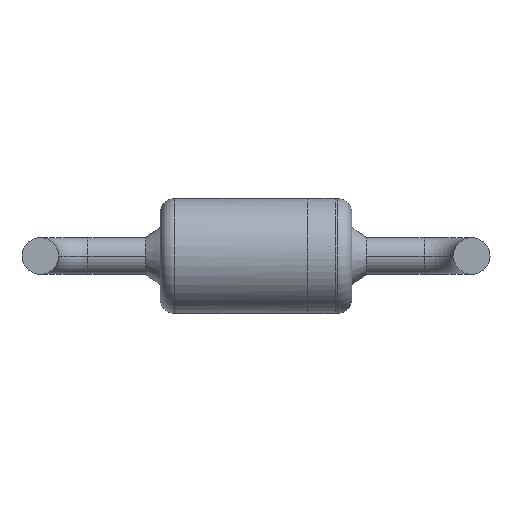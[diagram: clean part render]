
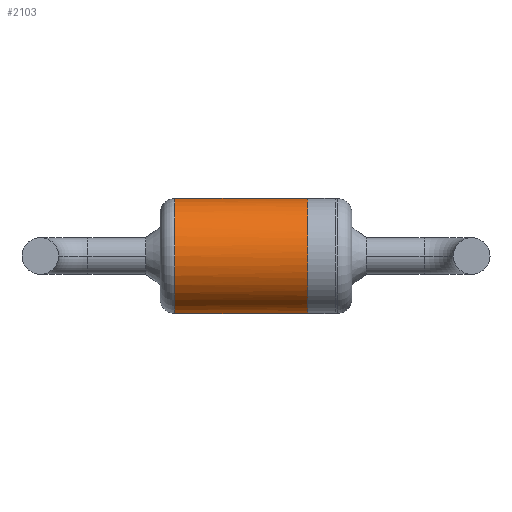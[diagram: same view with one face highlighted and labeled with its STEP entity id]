
A CAD part, front view. The second image highlights one B-rep face of the part: STEP entity #2103.
In plain terms, the highlighted cylindrical face has radius 1.355 mm (diameter 2.71 mm), a partial arc.
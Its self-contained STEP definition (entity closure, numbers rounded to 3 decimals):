
#151 = CARTESIAN_POINT ( 'NONE',  ( 2.48, 2.355, -1.355 ) ) ;
#309 = CARTESIAN_POINT ( 'NONE',  ( 3.164, 2.355, -1.355 ) ) ;
#486 = EDGE_CURVE ( 'NONE', #693, #3955, #1652, .T. ) ;
#513 = VERTEX_POINT ( 'NONE', #3657 ) ;
#549 = CARTESIAN_POINT ( 'NONE',  ( 2.48, 2.355, 0. ) ) ;
#569 = CARTESIAN_POINT ( 'NONE',  ( 6.296, 1., -0.177 ) ) ;
#693 = VERTEX_POINT ( 'NONE', #2989 ) ;
#785 = ORIENTED_EDGE ( 'NONE', *, *, #1424, .T. ) ;
#896 = DIRECTION ( 'NONE',  ( 0., 0., 1. ) ) ;
#981 = CARTESIAN_POINT ( 'NONE',  ( 6.296, 1.522, 1.084 ) ) ;
#1137 = DIRECTION ( 'NONE',  ( 0., 0., 1. ) ) ;
#1221 = ORIENTED_EDGE ( 'NONE', *, *, #4768, .F. ) ;
#1250 = CARTESIAN_POINT ( 'NONE',  ( 6.296, 2.178, 1.355 ) ) ;
#1326 = CARTESIAN_POINT ( 'NONE',  ( 6.296, 1.673, -1.184 ) ) ;
#1424 = EDGE_CURVE ( 'NONE', #4931, #513, #4067, .T. ) ;
#1641 = CARTESIAN_POINT ( 'NONE',  ( 6.296, 1.171, -0.682 ) ) ;
#1652 = LINE ( 'NONE', #151, #3057 ) ;
#1733 = DIRECTION ( 'NONE',  ( -1., 0., 0. ) ) ;
#1879 = CARTESIAN_POINT ( 'NONE',  ( 3.164, 2.355, 0. ) ) ;
#2103 = ADVANCED_FACE ( 'NONE', ( #2962 ), #2144, .T. ) ;
#2144 = CYLINDRICAL_SURFACE ( 'NONE', #4259, 1.355 ) ;
#2295 = DIRECTION ( 'NONE',  ( -1., 0., 0. ) ) ;
#2372 = EDGE_CURVE ( 'NONE', #693, #4931, #2746, .T. ) ;
#2422 = CARTESIAN_POINT ( 'NONE',  ( 6.296, 2.355, 1.355 ) ) ;
#2525 = CARTESIAN_POINT ( 'NONE',  ( 6.296, 1.035, -0.355 ) ) ;
#2746 = B_SPLINE_CURVE_WITH_KNOTS ( 'NONE', 3,
 ( #3724, #3283, #4872, #1326, #4467, #4087, #1641, #2525, #569, #4005, #2931, #4794, #4495, #981, #4819, #3211, #1250, #4028 ),
 .UNSPECIFIED., .F., .F.,
 ( 4, 2, 2, 2, 2, 2, 2, 2, 4 ),
 ( 0.5, 0.563, 0.625, 0.688, 0.75, 0.813, 0.875, 0.938, 1. ),
 .UNSPECIFIED. ) ;
#2890 = AXIS2_PLACEMENT_3D ( 'NONE', #1879, #2295, #1137 ) ;
#2931 = CARTESIAN_POINT ( 'NONE',  ( 6.296, 1.035, 0.355 ) ) ;
#2962 = FACE_OUTER_BOUND ( 'NONE', #3159, .T. ) ;
#2989 = CARTESIAN_POINT ( 'NONE',  ( 6.296, 2.355, -1.355 ) ) ;
#3057 = VECTOR ( 'NONE', #4456, 1000. ) ;
#3159 = EDGE_LOOP ( 'NONE', ( #3369, #4094, #785, #1221 ) ) ;
#3211 = CARTESIAN_POINT ( 'NONE',  ( 6.296, 2., 1.32 ) ) ;
#3283 = CARTESIAN_POINT ( 'NONE',  ( 6.296, 2.178, -1.355 ) ) ;
#3293 = CIRCLE ( 'NONE', #2890, 1.355 ) ;
#3369 = ORIENTED_EDGE ( 'NONE', *, *, #486, .F. ) ;
#3402 = DIRECTION ( 'NONE',  ( -1., 0., 0. ) ) ;
#3657 = CARTESIAN_POINT ( 'NONE',  ( 3.164, 2.355, 1.355 ) ) ;
#3724 = CARTESIAN_POINT ( 'NONE',  ( 6.296, 2.355, -1.355 ) ) ;
#3955 = VERTEX_POINT ( 'NONE', #309 ) ;
#4005 = CARTESIAN_POINT ( 'NONE',  ( 6.296, 1., 0.177 ) ) ;
#4028 = CARTESIAN_POINT ( 'NONE',  ( 6.296, 2.355, 1.355 ) ) ;
#4067 = LINE ( 'NONE', #4170, #4924 ) ;
#4087 = CARTESIAN_POINT ( 'NONE',  ( 6.296, 1.271, -0.833 ) ) ;
#4094 = ORIENTED_EDGE ( 'NONE', *, *, #2372, .T. ) ;
#4170 = CARTESIAN_POINT ( 'NONE',  ( 2.48, 2.355, 1.355 ) ) ;
#4259 = AXIS2_PLACEMENT_3D ( 'NONE', #549, #1733, #896 ) ;
#4456 = DIRECTION ( 'NONE',  ( -1., 0., 0. ) ) ;
#4467 = CARTESIAN_POINT ( 'NONE',  ( 6.296, 1.522, -1.084 ) ) ;
#4495 = CARTESIAN_POINT ( 'NONE',  ( 6.296, 1.271, 0.833 ) ) ;
#4768 = EDGE_CURVE ( 'NONE', #3955, #513, #3293, .T. ) ;
#4794 = CARTESIAN_POINT ( 'NONE',  ( 6.296, 1.171, 0.682 ) ) ;
#4819 = CARTESIAN_POINT ( 'NONE',  ( 6.296, 1.673, 1.184 ) ) ;
#4872 = CARTESIAN_POINT ( 'NONE',  ( 6.296, 2., -1.32 ) ) ;
#4924 = VECTOR ( 'NONE', #3402, 1000. ) ;
#4931 = VERTEX_POINT ( 'NONE', #2422 ) ;
